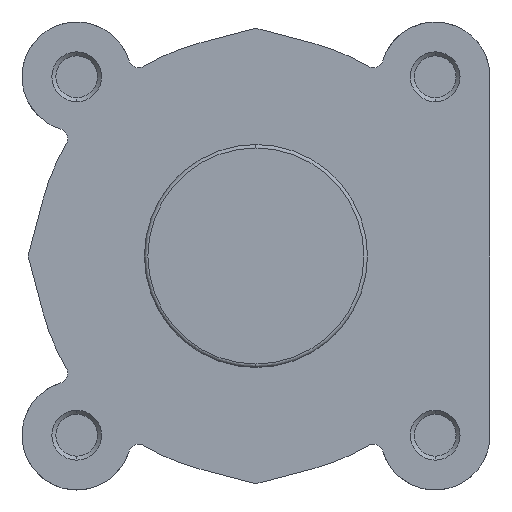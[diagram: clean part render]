
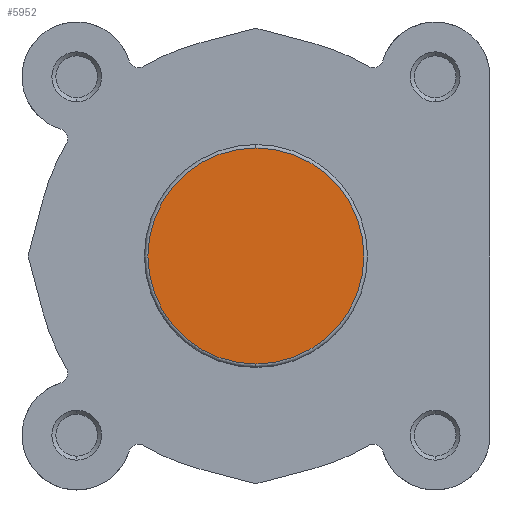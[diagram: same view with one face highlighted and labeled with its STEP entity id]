
A CAD part, left-side view. The second image highlights one B-rep face of the part: STEP entity #5952.
In plain terms, the highlighted planar face has unit normal (-1, 0, 0).
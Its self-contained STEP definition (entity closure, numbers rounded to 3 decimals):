
#319 = EDGE_LOOP ( 'NONE', ( #5186, #5151 ) ) ;
#1073 = VERTEX_POINT ( 'NONE', #1824 ) ;
#1089 = VERTEX_POINT ( 'NONE', #1840 ) ;
#1824 = CARTESIAN_POINT ( 'NONE',  ( 0., 0., -21.7 ) ) ;
#1840 = CARTESIAN_POINT ( 'NONE',  ( 0., 0., 21.7 ) ) ;
#2507 = PLANE ( 'NONE',  #6740 ) ;
#2514 = CARTESIAN_POINT ( 'NONE',  ( 0., 22.4, 0. ) ) ;
#2522 = DIRECTION ( 'NONE',  ( 1., 0., 0. ) ) ;
#2523 = DIRECTION ( 'NONE',  ( 0., 0., -1. ) ) ;
#3141 = FACE_OUTER_BOUND ( 'NONE', #319, .T. ) ;
#3413 = CIRCLE ( 'NONE', #6864, 21.7 ) ;
#3603 = CIRCLE ( 'NONE', #6944, 21.7 ) ;
#3907 = CARTESIAN_POINT ( 'NONE',  ( 0., 0., 0. ) ) ;
#3908 = DIRECTION ( 'NONE',  ( -1., 0., 0. ) ) ;
#3909 = DIRECTION ( 'NONE',  ( 0., 0., -1. ) ) ;
#4324 = CARTESIAN_POINT ( 'NONE',  ( 0., 0., 0. ) ) ;
#4332 = DIRECTION ( 'NONE',  ( -1., 0., 0. ) ) ;
#4333 = DIRECTION ( 'NONE',  ( 0., 0., -1. ) ) ;
#5151 = ORIENTED_EDGE ( 'NONE', *, *, #6078, .T. ) ;
#5186 = ORIENTED_EDGE ( 'NONE', *, *, #6227, .T. ) ;
#5952 = ADVANCED_FACE ( 'NONE', ( #3141 ), #2507, .F. ) ;
#6078 = EDGE_CURVE ( 'NONE', #1089, #1073, #3413, .T. ) ;
#6227 = EDGE_CURVE ( 'NONE', #1073, #1089, #3603, .T. ) ;
#6740 = AXIS2_PLACEMENT_3D ( 'NONE', #2514, #2522, #2523 ) ;
#6864 = AXIS2_PLACEMENT_3D ( 'NONE', #3907, #3908, #3909 ) ;
#6944 = AXIS2_PLACEMENT_3D ( 'NONE', #4324, #4332, #4333 ) ;
